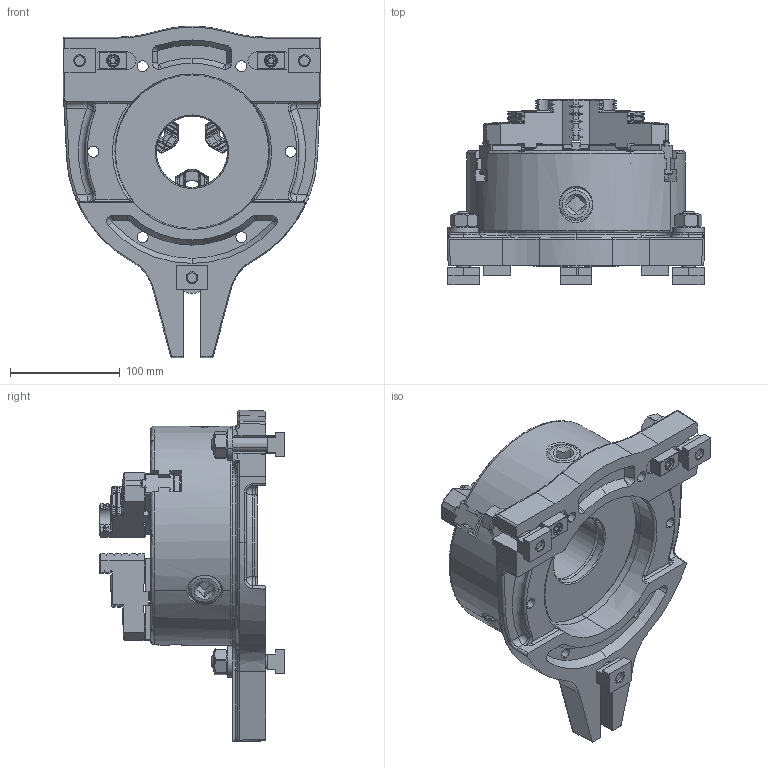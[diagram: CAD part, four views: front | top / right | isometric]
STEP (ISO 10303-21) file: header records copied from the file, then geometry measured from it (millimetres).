
FILE_DESCRIPTION (( 'STEP AP214' ), '1' );
FILE_NAME ('08-1814.STEP', '2023-03-02T18:24:57', ( '' ), ( '' ), 'SwSTEP 2.0', 'SolidWorks 2021', '' );
FILE_SCHEMA (( 'AUTOMOTIVE_DESIGN' ));
Length unit declared in the file: inch
Products named in the file (1): 08-1814
Bounding box: 235.09 x 169.25 x 302.53 mm (x, y, z)
Surface area: 311074.5 mm2 (no closed solid volume)
Topology: 0 solids, 31 shells, 1039 faces, 3355 edges, 2282 vertices
Faces by surface type: plane 448, cylinder 231, cone 201, bspline 123, torus 32, sphere 4
Entity records: 56045 total; most frequent: CARTESIAN_POINT 14875, ORIENTED_EDGE 5743, DIRECTION 5364, EDGE_CURVE 3349, VERTEX_POINT 2282, AXIS2_PLACEMENT_3D 1887, LINE 1590, VECTOR 1590
